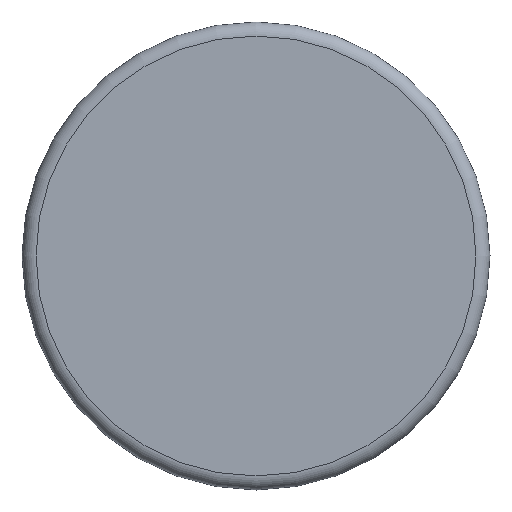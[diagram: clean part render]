
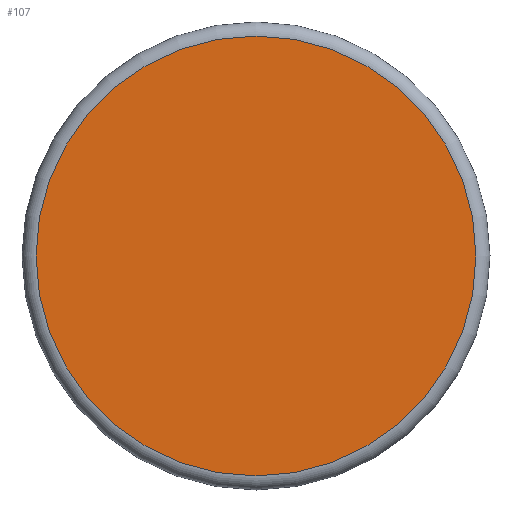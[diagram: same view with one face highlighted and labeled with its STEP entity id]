
A CAD part, left-side view. The second image highlights one B-rep face of the part: STEP entity #107.
In plain terms, the highlighted planar face has unit normal (-1, 0, 0).
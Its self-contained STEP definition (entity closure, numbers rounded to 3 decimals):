
#107 = ADVANCED_FACE( '', ( #265 ), #266, .F. );
#265 = FACE_OUTER_BOUND( '', #482, .T. );
#266 = PLANE( '', #483 );
#482 = EDGE_LOOP( '', ( #732 ) );
#483 = AXIS2_PLACEMENT_3D( '', #733, #734, #735 );
#732 = ORIENTED_EDGE( '', *, *, #1279, .F. );
#733 = CARTESIAN_POINT( '', ( 0., 0., 0. ) );
#734 = DIRECTION( '', ( 1., 0., 0. ) );
#735 = DIRECTION( '', ( 0., 0., -1. ) );
#1279 = EDGE_CURVE( '', #1533, #1533, #1534, .T. );
#1533 = VERTEX_POINT( '', #1878 );
#1534 = CIRCLE( '', #1879, 23.5 );
#1878 = CARTESIAN_POINT( '', ( 0., 0., -23.5 ) );
#1879 = AXIS2_PLACEMENT_3D( '', #2237, #2238, #2239 );
#2237 = CARTESIAN_POINT( '', ( 0., 0., 0. ) );
#2238 = DIRECTION( '', ( 1., 0., 0. ) );
#2239 = DIRECTION( '', ( 0., 0., -1. ) );
